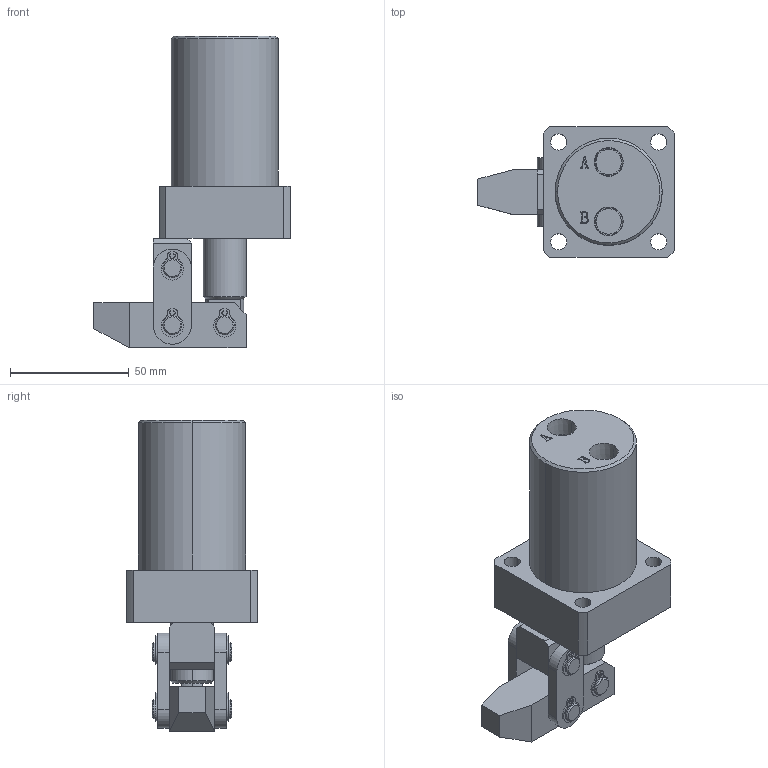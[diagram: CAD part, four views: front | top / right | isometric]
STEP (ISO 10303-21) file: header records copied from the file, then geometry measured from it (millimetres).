
FILE_DESCRIPTION (( 'STEP AP203' ), '1' );
FILE_NAME ('HLC-FA25.STEP', '2019-10-10T08:43:44', ( '微软用户' ), ( '微软中国' ), 'SwSTEP 2.0', 'SolidWorks 2012', '' );
FILE_SCHEMA (( 'CONFIG_CONTROL_DESIGN' ));
Length unit declared in the file: millimetre
Products named in the file (9): HLC-FA25蟀裝; HLC-25活塞杆; HLC-FA25傻种; HLC-FA25掛极; HLC-FA25; HLC-25盓傅釱; circlips for shaft--type a small gb_GB_CONNECTING_PIECE_RING_RRA 8; HLC-FA25酗种; HLC-FA25揤旋
Assembly tree (15 placements, depth 2):
  HLC-FA25
    HLC-FA25掛极
    HLC-FA25傻种
    HLC-25活塞杆
    HLC-FA25蟀裝  x2
    HLC-FA25揤旋
    HLC-FA25酗种  x2
    circlips for shaft--type a small gb_GB_CONNECTING_PIECE_RING_RRA 8  x6
    HLC-25盓傅釱
Bounding box: 82.5 x 55 x 131 mm (x, y, z)
Volume: 187054.2 mm3; surface area: 47903.2 mm2
Topology: 15 solids, 15 shells, 380 faces, 927 edges, 606 vertices
Faces by surface type: cylinder 181, plane 150, cone 27, bspline 16, torus 6
Entity records: 9034 total; most frequent: CARTESIAN_POINT 2097, DIRECTION 1251, ORIENTED_EDGE 1154, EDGE_CURVE 577, AXIS2_PLACEMENT_3D 464, VERTEX_POINT 374, VECTOR 323, LINE 323
